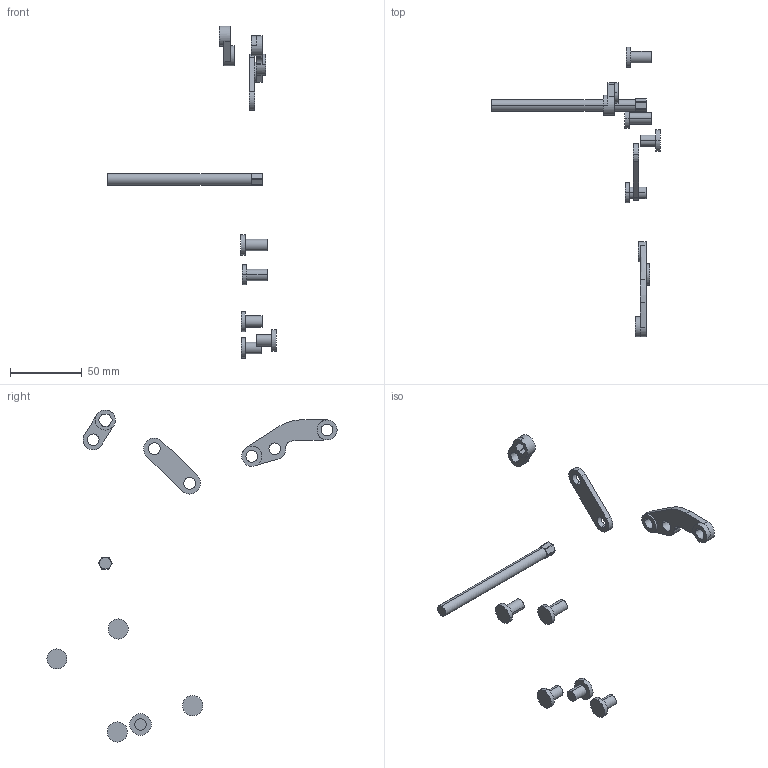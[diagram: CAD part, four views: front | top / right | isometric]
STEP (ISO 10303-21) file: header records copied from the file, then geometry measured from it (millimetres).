
FILE_DESCRIPTION((''),'2;1');
FILE_NAME('ASM0001_ASM','2019-07-01T',('Administrator'),(''),'PRO/ENGINEER BY PARAMETRIC TECHNOLOGY CORPORATION, 2002350','PRO/ENGINEER BY PARAMETRIC TECHNOLOGY CORPORATION, 2002350','');
FILE_SCHEMA(('CONFIG_CONTROL_DESIGN','SHAPE_APPEARANCE_LAYERS_GROUPS'));
Length unit declared in the file: millimetre
Products named in the file (10): 06-29-P1; 06-29-P2; 06-29-P3; 06-29-P4; 06-29-P5; 6-29-2; 6-29-3; 6-29-4; 6-29-5; ASM0001_ASM
Assembly tree (9 placements, depth 2):
  ASM0001_ASM
    06-29-P1
    06-29-P2
    06-29-P3
    06-29-P4
    06-29-P5
    6-29-2
    6-29-3
    6-29-4
    6-29-5
Bounding box: 117.51 x 202.47 x 231.66 mm (x, y, z)
Volume: 19368.1 mm3; surface area: 13286.4 mm2
Topology: 9 solids, 9 shells, 113 faces, 266 edges, 177 vertices
Faces by surface type: cylinder 63, plane 48, extrusion 2
Entity records: 3634 total; most frequent: DIRECTION 659, CARTESIAN_POINT 600, ORIENTED_EDGE 532, EDGE_CURVE 266, AXIS2_PLACEMENT_3D 265, VERTEX_POINT 177, CIRCLE 135, EDGE_LOOP 133
